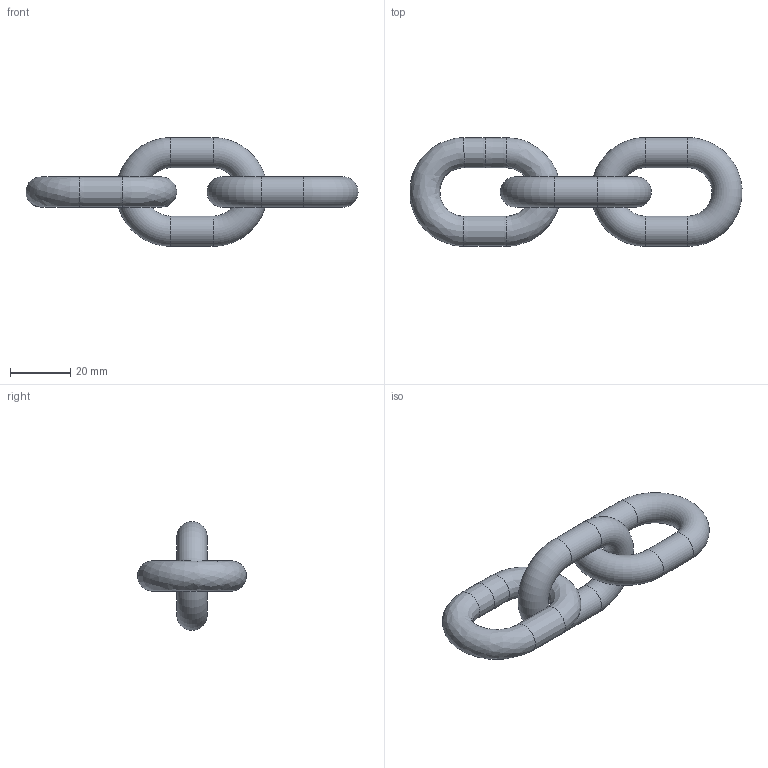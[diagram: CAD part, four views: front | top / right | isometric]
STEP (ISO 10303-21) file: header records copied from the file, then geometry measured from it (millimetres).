
FILE_DESCRIPTION(/* description */ (''),/* implementation_level */ '2;1');
FILE_NAME(/* name */ 'WOX 10-6 Kundenmodell.stp',/* time_stamp */ '2015-10-19T11:53:04+02:00',/* author */ (''),/* organization */ (''),/* preprocessor_version */ 'ST-DEVELOPER v15',/* originating_system */ 'SIEMENS PLM Software NX 9.0',/* authorisation */ '');
FILE_SCHEMA (('AUTOMOTIVE_DESIGN { 1 0 10303 214 3 1 1 1 }'));
Length unit declared in the file: millimetre
Products named in the file (1): zer189C0F9Fgebh
Bounding box: 109.82 x 36 x 36 mm (x, y, z)
Volume: 17228.7 mm3; surface area: 10337 mm2
Topology: 2 solids, 3 shells, 13 faces, 31 edges, 16 vertices
Faces by surface type: bspline 5, cylinder 4, torus 4
Full cylindrical faces by diameter (mm): 10 x4
Entity records: 1347 total; most frequent: CARTESIAN_POINT 1097, DIRECTION 40, FACE_BOUND 26, EDGE_LOOP 26, ORIENTED_EDGE 26, AXIS2_PLACEMENT_3D 20, ADVANCED_FACE 13, VERTEX_POINT 13
